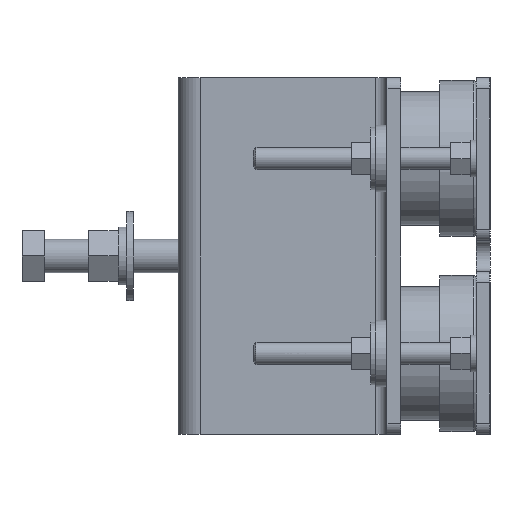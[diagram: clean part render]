
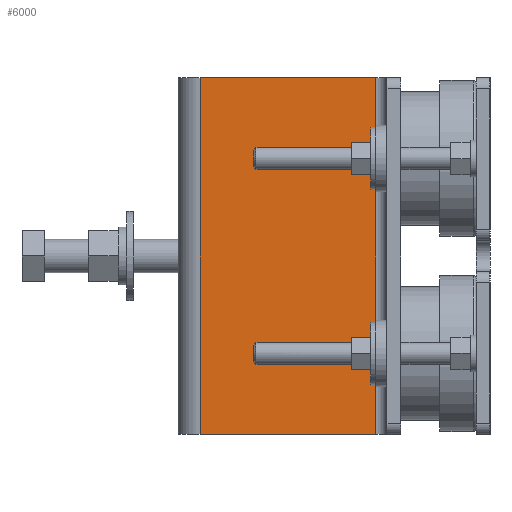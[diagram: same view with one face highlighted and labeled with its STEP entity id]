
A CAD part, left-side view. The second image highlights one B-rep face of the part: STEP entity #6000.
In plain terms, the highlighted planar face has unit normal (-1, 0, 0).
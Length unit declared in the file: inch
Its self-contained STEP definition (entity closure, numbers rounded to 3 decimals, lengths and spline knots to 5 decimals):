
#188 = VERTEX_POINT ( 'NONE', #6907 ) ;
#744 = ORIENTED_EDGE ( 'NONE', *, *, #4667, .T. ) ;
#843 = CARTESIAN_POINT ( 'NONE',  ( -2.4375, 2.5625, 4. ) ) ;
#1015 = LINE ( 'NONE', #4938, #5226 ) ;
#2103 = DIRECTION ( 'NONE',  ( 0., -1., 0. ) ) ;
#2203 = VECTOR ( 'NONE', #2103, 39.37008 ) ;
#2212 = DIRECTION ( 'NONE',  ( 0., -1., 0. ) ) ;
#2610 = LINE ( 'NONE', #5711, #7305 ) ;
#2750 = ORIENTED_EDGE ( 'NONE', *, *, #3332, .T. ) ;
#3094 = VECTOR ( 'NONE', #7904, 39.37008 ) ;
#3170 = CARTESIAN_POINT ( 'NONE',  ( -2.4375, 6.5, 4. ) ) ;
#3218 = VERTEX_POINT ( 'NONE', #843 ) ;
#3332 = EDGE_CURVE ( 'NONE', #5928, #188, #2610, .T. ) ;
#3337 = CARTESIAN_POINT ( 'NONE',  ( -2.4375, 2.5625, -4. ) ) ;
#3513 = AXIS2_PLACEMENT_3D ( 'NONE', #3170, #4484, #7991 ) ;
#3598 = DIRECTION ( 'NONE',  ( 0., 0., -1. ) ) ;
#3759 = PLANE ( 'NONE',  #3513 ) ;
#4030 = LINE ( 'NONE', #4049, #2203 ) ;
#4044 = LINE ( 'NONE', #5876, #3094 ) ;
#4049 = CARTESIAN_POINT ( 'NONE',  ( -2.4375, 6.5, -4. ) ) ;
#4306 = ORIENTED_EDGE ( 'NONE', *, *, #7139, .F. ) ;
#4436 = FACE_OUTER_BOUND ( 'NONE', #5612, .T. ) ;
#4447 = VERTEX_POINT ( 'NONE', #3337 ) ;
#4484 = DIRECTION ( 'NONE',  ( 1., 0., 0. ) ) ;
#4667 = EDGE_CURVE ( 'NONE', #188, #4447, #4030, .T. ) ;
#4790 = EDGE_CURVE ( 'NONE', #5928, #3218, #1015, .T. ) ;
#4938 = CARTESIAN_POINT ( 'NONE',  ( -2.4375, 6.5, 4. ) ) ;
#5226 = VECTOR ( 'NONE', #2212, 39.37008 ) ;
#5612 = EDGE_LOOP ( 'NONE', ( #744, #4306, #6916, #2750 ) ) ;
#5711 = CARTESIAN_POINT ( 'NONE',  ( -2.4375, 6.5, 4. ) ) ;
#5876 = CARTESIAN_POINT ( 'NONE',  ( -2.4375, 2.5625, 4. ) ) ;
#5928 = VERTEX_POINT ( 'NONE', #7128 ) ;
#6000 = ADVANCED_FACE ( 'NONE', ( #4436 ), #3759, .F. ) ;
#6907 = CARTESIAN_POINT ( 'NONE',  ( -2.4375, 6.5, -4. ) ) ;
#6916 = ORIENTED_EDGE ( 'NONE', *, *, #4790, .F. ) ;
#7128 = CARTESIAN_POINT ( 'NONE',  ( -2.4375, 6.5, 4. ) ) ;
#7139 = EDGE_CURVE ( 'NONE', #3218, #4447, #4044, .T. ) ;
#7305 = VECTOR ( 'NONE', #3598, 39.37008 ) ;
#7904 = DIRECTION ( 'NONE',  ( 0., 0., -1. ) ) ;
#7991 = DIRECTION ( 'NONE',  ( 0., 1., 0. ) ) ;
